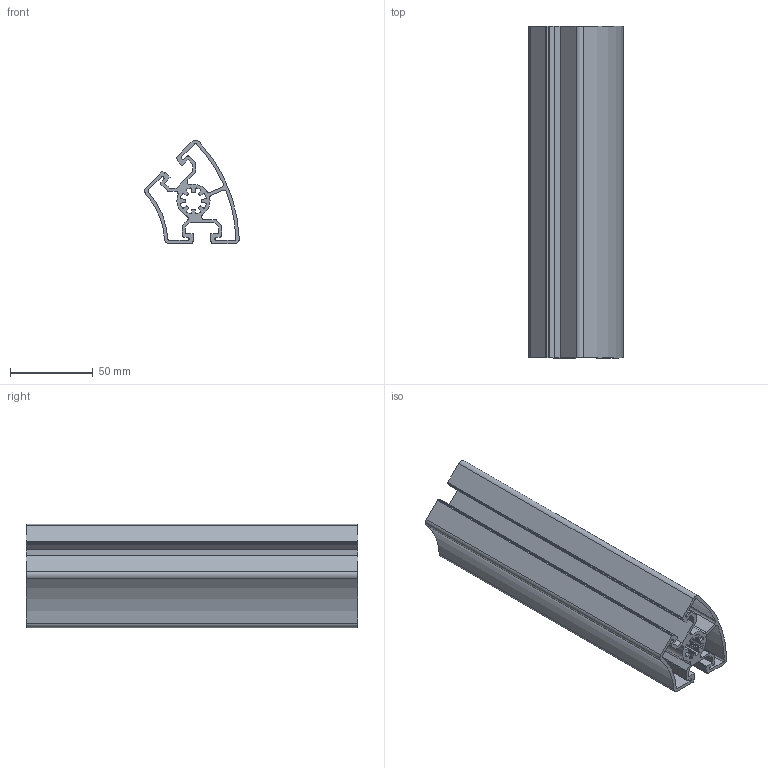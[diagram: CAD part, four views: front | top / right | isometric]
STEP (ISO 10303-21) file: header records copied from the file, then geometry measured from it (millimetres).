
FILE_DESCRIPTION(/* description */ ('Aluminiumprofil 45x45°'),/* implementation_level */ '2;1');
FILE_NAME(/* name */ 'Syskomp 411993014 Aluminiumprofil 45x45°.stp',/* time_stamp */ '2017-09-07T14:24:45+02:00',/* author */ ('wheldmann'),/* organization */ (''),/* preprocessor_version */ 'ST-DEVELOPER v16.1',/* originating_system */ 'Autodesk Inventor 2016',/* authorisation */ ' ');
FILE_SCHEMA (('AUTOMOTIVE_DESIGN { 1 0 10303 214 3 1 1 }'));
Length unit declared in the file: millimetre
Products named in the file (1): 411993014 Aluminiumprofil 45x45° - 200
Bounding box: 56.95 x 200 x 62.36 mm (x, y, z)
Volume: 148191.1 mm3; surface area: 132855.1 mm2
Topology: 1 solids, 1 shells, 166 faces, 492 edges, 328 vertices
Faces by surface type: cylinder 98, plane 68
Entity records: 5672 total; most frequent: DIRECTION 1022, CARTESIAN_POINT 987, ORIENTED_EDGE 984, EDGE_CURVE 492, AXIS2_PLACEMENT_3D 363, VERTEX_POINT 328, LINE 296, VECTOR 296
